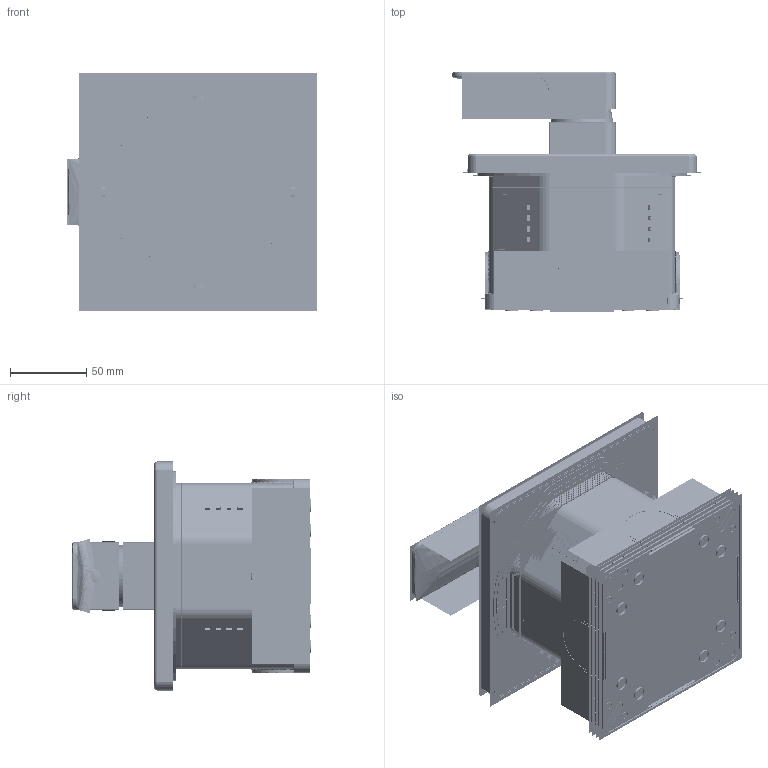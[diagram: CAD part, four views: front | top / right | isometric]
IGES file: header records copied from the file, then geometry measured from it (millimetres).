
Start section:  PTC IGES file: 3D_FFAS1322-709500BF0_D0.igs
Global section: file name: 3D_FFAS1322-709500BF0_D0.igs; native system: Creo Parametric by PTC Inc.; preprocessor: 2019224; author: 10114211; organization: Unknown; date: 20201230.140241; units: millimetre
Bounding box: 164.1 x 157.09 x 156 mm (x, y, z)
Surface area: 4230011.8 mm2 (no closed solid volume)
Topology: 0 solids, 0 shells, 22148 faces, 281020 edges, 327325 vertices
Faces by surface type: revolution 15330, bspline 6818
